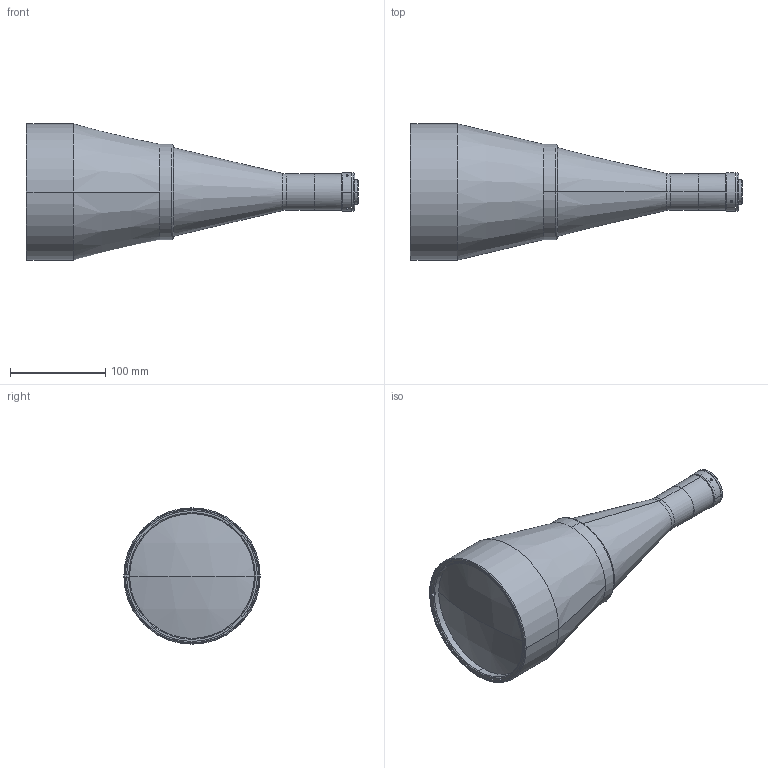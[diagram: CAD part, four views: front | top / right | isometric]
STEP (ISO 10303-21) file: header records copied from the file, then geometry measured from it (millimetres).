
FILE_DESCRIPTION (( 'STEP AP214' ), '1' );
FILE_NAME ('TC23085.STEP', '2016-10-03T10:58:32', ( '' ), ( '' ), 'SwSTEP 2.0', 'SolidWorks 2015', '' );
FILE_SCHEMA (( 'AUTOMOTIVE_DESIGN' ));
Length unit declared in the file: millimetre
Products named in the file (1): TC23085
Bounding box: 348.3 x 143 x 143 mm (x, y, z)
Surface area: 131329.3 mm2 (no closed solid volume)
Topology: 0 solids, 10 shells, 77 faces, 214 edges, 148 vertices
Faces by surface type: cylinder 30, plane 23, cone 16, torus 6, sphere 2
Entity records: 3585 total; most frequent: CARTESIAN_POINT 688, DIRECTION 470, ORIENTED_EDGE 356, EDGE_CURVE 214, AXIS2_PLACEMENT_3D 198, VERTEX_POINT 148, CIRCLE 120, EDGE_LOOP 93
